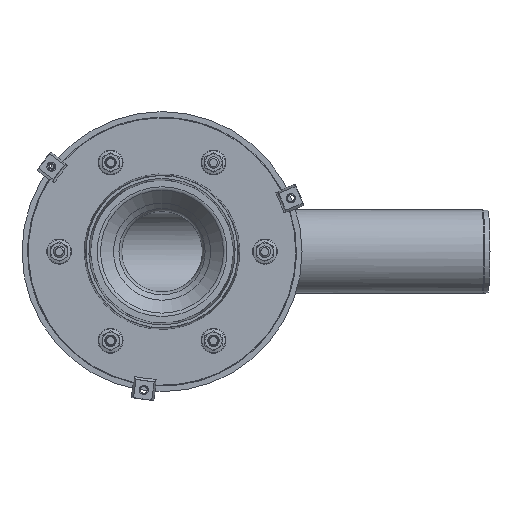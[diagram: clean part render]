
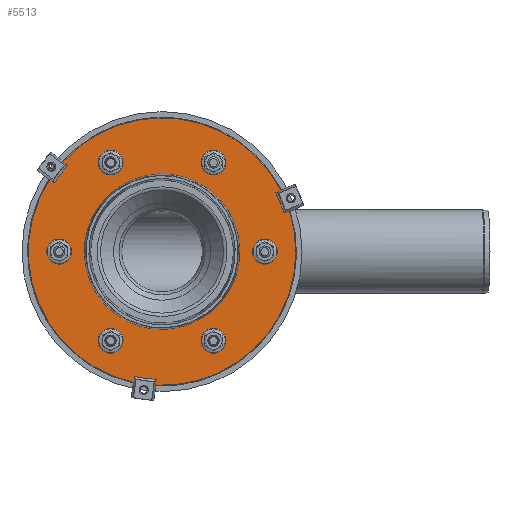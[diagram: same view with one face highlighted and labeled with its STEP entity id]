
A CAD part, front view. The second image highlights one B-rep face of the part: STEP entity #5513.
In plain terms, the highlighted planar face has unit normal (0, -1, 0).
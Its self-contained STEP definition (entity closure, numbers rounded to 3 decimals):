
#270=FACE_BOUND('',#1453,.T.);
#271=FACE_BOUND('',#1454,.T.);
#272=FACE_BOUND('',#1455,.T.);
#273=FACE_BOUND('',#1456,.T.);
#274=FACE_BOUND('',#1457,.T.);
#275=FACE_BOUND('',#1458,.T.);
#276=FACE_BOUND('',#1459,.T.);
#370=PLANE('',#6865);
#993=FACE_OUTER_BOUND('',#1452,.T.);
#1452=EDGE_LOOP('',(#4731,#4732,#4733,#4734,#4735,#4736,#4737,#4738,#4739,
#4740,#4741,#4742));
#1453=EDGE_LOOP('',(#4743));
#1454=EDGE_LOOP('',(#4744));
#1455=EDGE_LOOP('',(#4745));
#1456=EDGE_LOOP('',(#4746));
#1457=EDGE_LOOP('',(#4747));
#1458=EDGE_LOOP('',(#4748));
#1459=EDGE_LOOP('',(#4749));
#1854=CIRCLE('',#6801,68.);
#1883=CIRCLE('',#6859,111.79);
#1886=CIRCLE('',#6866,117.);
#1887=CIRCLE('',#6867,111.79);
#1888=CIRCLE('',#6868,117.);
#1889=CIRCLE('',#6869,111.79);
#1890=CIRCLE('',#6870,117.);
#1891=CIRCLE('',#6871,7.);
#1892=CIRCLE('',#6872,7.);
#1893=CIRCLE('',#6873,7.);
#1894=CIRCLE('',#6874,7.);
#1895=CIRCLE('',#6875,7.);
#1896=CIRCLE('',#6876,7.);
#2325=VERTEX_POINT('',#10782);
#2394=VERTEX_POINT('',#11557);
#2395=VERTEX_POINT('',#11576);
#2400=VERTEX_POINT('',#11608);
#2401=VERTEX_POINT('',#11627);
#2405=VERTEX_POINT('',#11654);
#2406=VERTEX_POINT('',#11673);
#2411=VERTEX_POINT('',#11705);
#2412=VERTEX_POINT('',#11724);
#2414=VERTEX_POINT('',#11758);
#2415=VERTEX_POINT('',#11760);
#2416=VERTEX_POINT('',#11762);
#2417=VERTEX_POINT('',#11764);
#2418=VERTEX_POINT('',#11769);
#2419=VERTEX_POINT('',#11771);
#2420=VERTEX_POINT('',#11773);
#2421=VERTEX_POINT('',#11775);
#2422=VERTEX_POINT('',#11777);
#2423=VERTEX_POINT('',#11779);
#3087=EDGE_CURVE('',#2325,#2325,#1854,.T.);
#3175=EDGE_CURVE('',#2395,#2394,#5875,.T.);
#3184=EDGE_CURVE('',#2401,#2400,#5877,.T.);
#3190=EDGE_CURVE('',#2406,#2405,#5879,.T.);
#3199=EDGE_CURVE('',#2412,#2411,#5881,.T.);
#3204=EDGE_CURVE('',#2405,#2412,#1883,.T.);
#3207=EDGE_CURVE('',#2414,#2411,#1886,.T.);
#3208=EDGE_CURVE('',#2414,#2415,#5883,.T.);
#3209=EDGE_CURVE('',#2415,#2416,#1887,.T.);
#3210=EDGE_CURVE('',#2416,#2417,#5884,.T.);
#3211=EDGE_CURVE('',#2395,#2417,#1888,.T.);
#3212=EDGE_CURVE('',#2394,#2401,#1889,.T.);
#3213=EDGE_CURVE('',#2406,#2400,#1890,.T.);
#3214=EDGE_CURVE('',#2418,#2418,#1891,.T.);
#3215=EDGE_CURVE('',#2419,#2419,#1892,.T.);
#3216=EDGE_CURVE('',#2420,#2420,#1893,.T.);
#3217=EDGE_CURVE('',#2421,#2421,#1894,.T.);
#3218=EDGE_CURVE('',#2422,#2422,#1895,.T.);
#3219=EDGE_CURVE('',#2423,#2423,#1896,.T.);
#4731=ORIENTED_EDGE('',*,*,#3199,.T.);
#4732=ORIENTED_EDGE('',*,*,#3207,.F.);
#4733=ORIENTED_EDGE('',*,*,#3208,.T.);
#4734=ORIENTED_EDGE('',*,*,#3209,.T.);
#4735=ORIENTED_EDGE('',*,*,#3210,.T.);
#4736=ORIENTED_EDGE('',*,*,#3211,.F.);
#4737=ORIENTED_EDGE('',*,*,#3175,.T.);
#4738=ORIENTED_EDGE('',*,*,#3212,.T.);
#4739=ORIENTED_EDGE('',*,*,#3184,.T.);
#4740=ORIENTED_EDGE('',*,*,#3213,.F.);
#4741=ORIENTED_EDGE('',*,*,#3190,.T.);
#4742=ORIENTED_EDGE('',*,*,#3204,.T.);
#4743=ORIENTED_EDGE('',*,*,#3087,.T.);
#4744=ORIENTED_EDGE('',*,*,#3214,.T.);
#4745=ORIENTED_EDGE('',*,*,#3215,.T.);
#4746=ORIENTED_EDGE('',*,*,#3216,.T.);
#4747=ORIENTED_EDGE('',*,*,#3217,.T.);
#4748=ORIENTED_EDGE('',*,*,#3218,.T.);
#4749=ORIENTED_EDGE('',*,*,#3219,.T.);
#5513=ADVANCED_FACE('',(#993,#270,#271,#272,#273,#274,#275,#276),#370,.T.);
#5875=LINE('',#11577,#6172);
#5877=LINE('',#11628,#6174);
#5879=LINE('',#11674,#6176);
#5881=LINE('',#11725,#6178);
#5883=LINE('',#11761,#6180);
#5884=LINE('',#11765,#6181);
#6172=VECTOR('',#8444,1.);
#6174=VECTOR('',#8460,1.);
#6176=VECTOR('',#8468,1.);
#6178=VECTOR('',#8484,1.);
#6180=VECTOR('',#8512,1.);
#6181=VECTOR('',#8515,1.);
#6801=AXIS2_PLACEMENT_3D('',#10783,#8356,#8357);
#6859=AXIS2_PLACEMENT_3D('',#11751,#8496,#8497);
#6865=AXIS2_PLACEMENT_3D('',#11757,#8508,#8509);
#6866=AXIS2_PLACEMENT_3D('',#11759,#8510,#8511);
#6867=AXIS2_PLACEMENT_3D('',#11763,#8513,#8514);
#6868=AXIS2_PLACEMENT_3D('',#11766,#8516,#8517);
#6869=AXIS2_PLACEMENT_3D('',#11767,#8518,#8519);
#6870=AXIS2_PLACEMENT_3D('',#11768,#8520,#8521);
#6871=AXIS2_PLACEMENT_3D('',#11770,#8522,#8523);
#6872=AXIS2_PLACEMENT_3D('',#11772,#8524,#8525);
#6873=AXIS2_PLACEMENT_3D('',#11774,#8526,#8527);
#6874=AXIS2_PLACEMENT_3D('',#11776,#8528,#8529);
#6875=AXIS2_PLACEMENT_3D('',#11778,#8530,#8531);
#6876=AXIS2_PLACEMENT_3D('',#11780,#8532,#8533);
#8356=DIRECTION('center_axis',(0.,1.,0.));
#8357=DIRECTION('ref_axis',(-0.924,0.,-0.383));
#8444=DIRECTION('',(0.793,0.,-0.609));
#8460=DIRECTION('',(-0.793,0.,0.609));
#8468=DIRECTION('',(0.131,0.,0.991));
#8484=DIRECTION('',(-0.131,0.,-0.991));
#8496=DIRECTION('center_axis',(0.,-1.,0.));
#8497=DIRECTION('ref_axis',(-0.924,0.,-0.383));
#8508=DIRECTION('center_axis',(0.,-1.,0.));
#8509=DIRECTION('ref_axis',(0.383,0.,-0.924));
#8510=DIRECTION('center_axis',(0.,1.,0.));
#8511=DIRECTION('ref_axis',(-0.924,0.,-0.383));
#8512=DIRECTION('',(-0.924,0.,-0.383));
#8513=DIRECTION('center_axis',(0.,-1.,0.));
#8514=DIRECTION('ref_axis',(-0.924,0.,-0.383));
#8515=DIRECTION('',(0.924,0.,0.383));
#8516=DIRECTION('center_axis',(0.,1.,0.));
#8517=DIRECTION('ref_axis',(-0.924,0.,-0.383));
#8518=DIRECTION('center_axis',(0.,-1.,0.));
#8519=DIRECTION('ref_axis',(-0.924,0.,-0.383));
#8520=DIRECTION('center_axis',(0.,1.,0.));
#8521=DIRECTION('ref_axis',(-0.924,0.,-0.383));
#8522=DIRECTION('center_axis',(0.,1.,0.));
#8523=DIRECTION('ref_axis',(-0.131,0.,-0.991));
#8524=DIRECTION('center_axis',(0.,1.,0.));
#8525=DIRECTION('ref_axis',(-0.793,0.,0.609));
#8526=DIRECTION('center_axis',(0.,1.,0.));
#8527=DIRECTION('ref_axis',(0.924,0.,0.383));
#8528=DIRECTION('center_axis',(0.,1.,0.));
#8529=DIRECTION('ref_axis',(0.793,0.,-0.609));
#8530=DIRECTION('center_axis',(0.,1.,0.));
#8531=DIRECTION('ref_axis',(0.131,0.,0.991));
#8532=DIRECTION('center_axis',(0.,1.,0.));
#8533=DIRECTION('ref_axis',(-0.924,0.,-0.383));
#10782=CARTESIAN_POINT('',(62.824,-78.,26.022));
#10783=CARTESIAN_POINT('Origin',(0.,-78.,
0.));
#11557=CARTESIAN_POINT('',(-82.653,-78.,75.27));
#11576=CARTESIAN_POINT('',(-86.8,-78.,78.452));
#11577=CARTESIAN_POINT('',(-66.271,-78.,62.7));
#11608=CARTESIAN_POINT('',(-98.245,-78.,63.537));
#11627=CARTESIAN_POINT('',(-94.097,-78.,60.355));
#11628=CARTESIAN_POINT('',(-38.048,-78.,17.347));
#11654=CARTESIAN_POINT('',(-23.859,-78.,-109.214));
#11673=CARTESIAN_POINT('',(-24.542,-78.,-114.397));
#11674=CARTESIAN_POINT('',(-21.164,-78.,-88.743));
#11705=CARTESIAN_POINT('',(-5.903,-78.,-116.851));
#11724=CARTESIAN_POINT('',(-5.22,-78.,-111.668));
#11725=CARTESIAN_POINT('',(4.001,-78.,-41.624));
#11751=CARTESIAN_POINT('Origin',(0.,-78.,
0.));
#11757=CARTESIAN_POINT('Origin',(-85.906,-78.,-35.583));
#11758=CARTESIAN_POINT('',(111.342,-78.,35.945));
#11759=CARTESIAN_POINT('Origin',(0.,-78.,
0.));
#11760=CARTESIAN_POINT('',(106.512,-78.,33.944));
#11761=CARTESIAN_POINT('',(23.006,-78.,-0.645));
#11762=CARTESIAN_POINT('',(99.318,-78.,51.313));
#11763=CARTESIAN_POINT('Origin',(0.,-78.,
0.));
#11764=CARTESIAN_POINT('',(104.147,-78.,53.314));
#11765=CARTESIAN_POINT('',(-30.382,-78.,-2.41));
#11766=CARTESIAN_POINT('Origin',(0.,-78.,
0.));
#11767=CARTESIAN_POINT('Origin',(0.,-78.,
0.));
#11768=CARTESIAN_POINT('Origin',(0.,-78.,
0.));
#11769=CARTESIAN_POINT('',(90.914,-78.,6.94));
#11770=CARTESIAN_POINT('Origin',(90.,-78.,0.));
#11771=CARTESIAN_POINT('',(-39.447,-78.,-82.204));
#11772=CARTESIAN_POINT('Origin',(-45.,-78.,-77.942));
#11773=CARTESIAN_POINT('',(-51.467,-78.,75.264));
#11774=CARTESIAN_POINT('Origin',(-45.,-78.,77.942));
#11775=CARTESIAN_POINT('',(39.447,-78.,82.204));
#11776=CARTESIAN_POINT('Origin',(45.,-78.,77.942));
#11777=CARTESIAN_POINT('',(-90.914,-78.,-6.94));
#11778=CARTESIAN_POINT('Origin',(-90.,-78.,0.));
#11779=CARTESIAN_POINT('',(51.467,-78.,-75.264));
#11780=CARTESIAN_POINT('Origin',(45.,-78.,-77.942));
